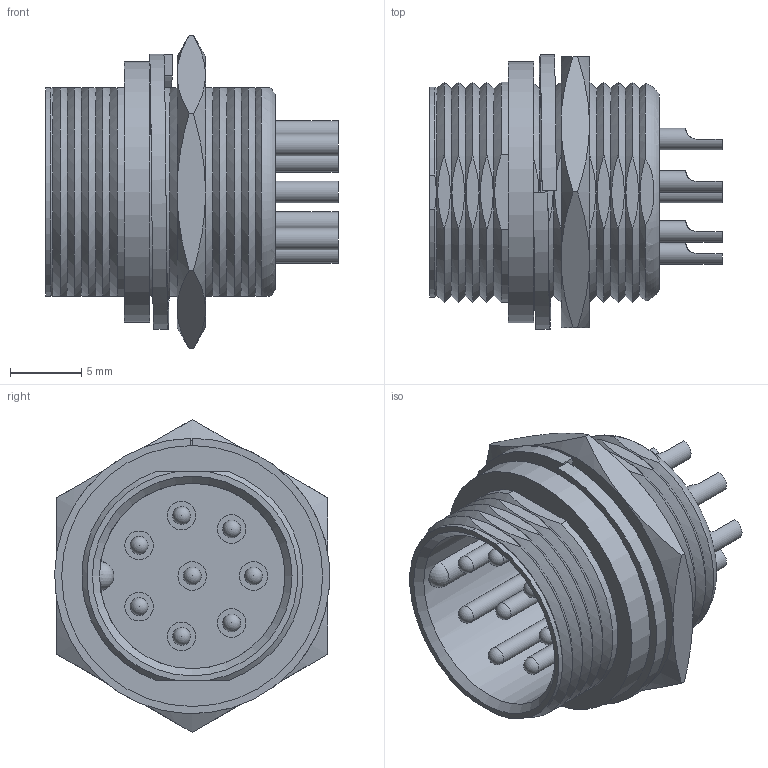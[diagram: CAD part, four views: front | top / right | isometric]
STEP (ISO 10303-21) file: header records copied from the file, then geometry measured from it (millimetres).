
FILE_DESCRIPTION(/* description */ ('STEP AP203'),/* implementation_level */ '2;1');
FILE_NAME(/* name */ 'FC684208 TIM.stp',/* time_stamp */ '2022-05-04T12:52:48+01:00',/* author */ ('tottley'),/* organization */ (''),/* preprocessor_version */ 'ST-DEVELOPER v18.1',/* originating_system */ 'Autodesk Inventor 2022',/* authorisation */ '');
FILE_SCHEMA (('AUTOMOTIVE_DESIGN { 1 0 10303 214 3 1 1 }'));
Length unit declared in the file: millimetre
Products named in the file (6): FC684208; ¥»Ê^; Á³¥À; 8 Pin Body; SPµØ¥q; PIN(6.7.8)
Assembly tree (12 placements, depth 2):
  FC684208
    ¥»Ê^
    Á³¥À
    8 Pin Body
    SPµØ¥q
    PIN(6.7.8)  x8
Bounding box: 20.5 x 19.27 x 21.94 mm (x, y, z)
Volume: 1956.2 mm3; surface area: 4137.5 mm2
Topology: 12 solids, 12 shells, 363 faces, 933 edges, 617 vertices
Faces by surface type: plane 165, bspline 86, cylinder 59, cone 43, sphere 9, torus 1
Full cylindrical faces by diameter (mm): 1 x8, 1.25 x8, 1.5 x8, 2 x16, 13 x1, 13.3 x1, 13.5 x1, 18.3 x1
Entity records: 10491 total; most frequent: CARTESIAN_POINT 4017, ORIENTED_EDGE 1486, DIRECTION 1013, EDGE_CURVE 743, VERTEX_POINT 491, AXIS2_PLACEMENT_3D 339, LINE 335, VECTOR 335
